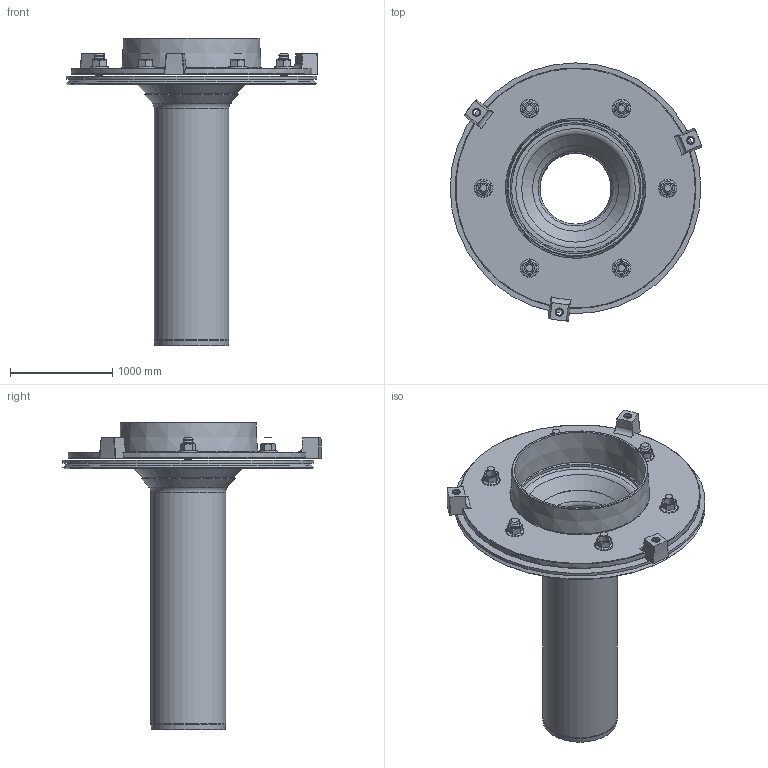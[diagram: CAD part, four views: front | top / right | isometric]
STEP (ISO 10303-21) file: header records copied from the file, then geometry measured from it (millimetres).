
FILE_DESCRIPTION(/* description */ (''),/* implementation_level */ '2;1');
FILE_NAME(/* name */ '21941.070X_3D.stp',/* time_stamp */ '2024-12-12T09:28:12+01:00',/* author */ ('CAD'),/* organization */ (''),/* preprocessor_version */ 'ST-DEVELOPER v20',/* originating_system */ 'AutoCAD Mechanical',/* authorisation */ '');
FILE_SCHEMA (('AUTOMOTIVE_DESIGN { 1 0 10303 214 3 1 1 }'));
Length unit declared in the file: centimetre
Products named in the file (2): Product; *S0
Assembly tree (1 placements, depth 2):
  Product
    *S0
Bounding box: 2459.29 x 2522.85 x 3000 mm (x, y, z)
Volume: 528031419.6 mm3; surface area: 38600328.3 mm2
Topology: 19 solids, 19 shells, 404 faces, 856 edges, 503 vertices
Faces by surface type: cone 221, plane 94, cylinder 52, torus 25, bspline 12
Full cylindrical faces by diameter (mm): 70 x6, 80 x12, 99.999 x6, 130 x6, 160 x6, 700 x1, 730 x1, 1250 x1, 2450 x1
Entity records: 11714 total; most frequent: CARTESIAN_POINT 3026, DIRECTION 1900, ORIENTED_EDGE 1708, EDGE_CURVE 854, AXIS2_PLACEMENT_3D 805, VERTEX_POINT 499, EDGE_LOOP 471, FACE_OUTER_BOUND 404
